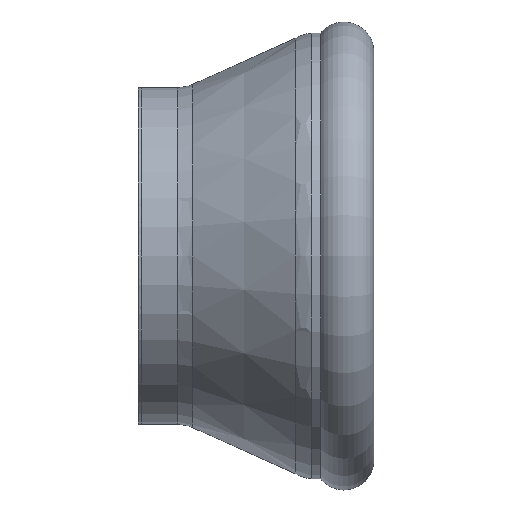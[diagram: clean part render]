
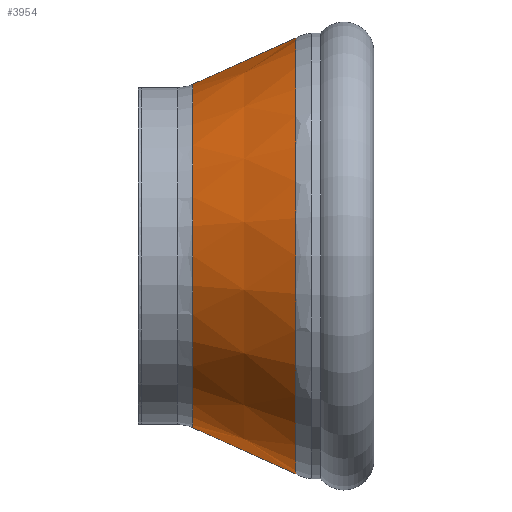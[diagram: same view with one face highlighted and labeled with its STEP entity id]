
A CAD part, left-side view. The second image highlights one B-rep face of the part: STEP entity #3954.
In plain terms, the highlighted conical face has half-angle 24.182 degrees and reference radius 58.213 mm.
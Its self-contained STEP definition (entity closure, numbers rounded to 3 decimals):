
#78 = DIRECTION ( 'NONE',  ( 0., 1., 0. ) ) ;
#140 = DIRECTION ( 'NONE',  ( 0., -0.912, 0.41 ) ) ;
#297 = VERTEX_POINT ( 'NONE', #1523 ) ;
#404 = CARTESIAN_POINT ( 'NONE',  ( 0., 20.873, 0. ) ) ;
#442 = DIRECTION ( 'NONE',  ( 1., 0., 0. ) ) ;
#454 = FACE_OUTER_BOUND ( 'NONE', #1954, .T. ) ;
#527 = VECTOR ( 'NONE', #592, 1000. ) ;
#592 = DIRECTION ( 'NONE',  ( 0., -0.912, -0.41 ) ) ;
#647 = AXIS2_PLACEMENT_3D ( 'NONE', #404, #78, #442 ) ;
#734 = EDGE_CURVE ( 'NONE', #3587, #297, #1664, .T. ) ;
#849 = DIRECTION ( 'NONE',  ( 0., -1., 0. ) ) ;
#992 = VECTOR ( 'NONE', #140, 1000. ) ;
#1079 = CIRCLE ( 'NONE', #2563, 45.877 ) ;
#1192 = DIRECTION ( 'NONE',  ( 0., -1., 0. ) ) ;
#1329 = AXIS2_PLACEMENT_3D ( 'NONE', #2700, #849, #3371 ) ;
#1467 = VERTEX_POINT ( 'NONE', #1546 ) ;
#1523 = CARTESIAN_POINT ( 'NONE',  ( 0., 20.873, -58.213 ) ) ;
#1546 = CARTESIAN_POINT ( 'NONE',  ( 0., 48.346, 45.877 ) ) ;
#1585 = ORIENTED_EDGE ( 'NONE', *, *, #2624, .T. ) ;
#1645 = CARTESIAN_POINT ( 'NONE',  ( 0., 20.873, 58.213 ) ) ;
#1664 = LINE ( 'NONE', #3045, #527 ) ;
#1763 = ORIENTED_EDGE ( 'NONE', *, *, #3066, .F. ) ;
#1954 = EDGE_LOOP ( 'NONE', ( #1763, #2753, #2813, #1585 ) ) ;
#2129 = CARTESIAN_POINT ( 'NONE',  ( 0., 48.346, -45.877 ) ) ;
#2282 = CONICAL_SURFACE ( 'NONE', #1329, 58.213, 0.422 ) ;
#2445 = CARTESIAN_POINT ( 'NONE',  ( 0., 48.346, 0. ) ) ;
#2481 = DIRECTION ( 'NONE',  ( 1., 0., 0. ) ) ;
#2563 = AXIS2_PLACEMENT_3D ( 'NONE', #2445, #1192, #2481 ) ;
#2624 = EDGE_CURVE ( 'NONE', #297, #2815, #4111, .T. ) ;
#2700 = CARTESIAN_POINT ( 'NONE',  ( 0., 20.873, 0. ) ) ;
#2753 = ORIENTED_EDGE ( 'NONE', *, *, #3190, .T. ) ;
#2813 = ORIENTED_EDGE ( 'NONE', *, *, #734, .T. ) ;
#2815 = VERTEX_POINT ( 'NONE', #3644 ) ;
#3045 = CARTESIAN_POINT ( 'NONE',  ( 0., 20.873, -58.213 ) ) ;
#3066 = EDGE_CURVE ( 'NONE', #1467, #2815, #3224, .T. ) ;
#3190 = EDGE_CURVE ( 'NONE', #1467, #3587, #1079, .T. ) ;
#3224 = LINE ( 'NONE', #1645, #992 ) ;
#3371 = DIRECTION ( 'NONE',  ( 0., 0., -1. ) ) ;
#3587 = VERTEX_POINT ( 'NONE', #2129 ) ;
#3644 = CARTESIAN_POINT ( 'NONE',  ( 0., 20.873, 58.213 ) ) ;
#3954 = ADVANCED_FACE ( 'NONE', ( #454 ), #2282, .T. ) ;
#4111 = CIRCLE ( 'NONE', #647, 58.213 ) ;
